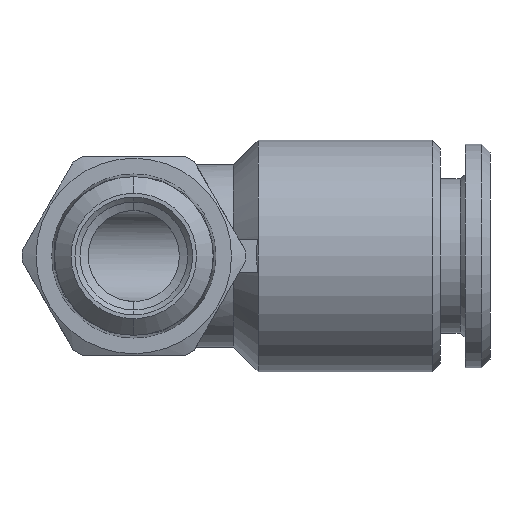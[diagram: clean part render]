
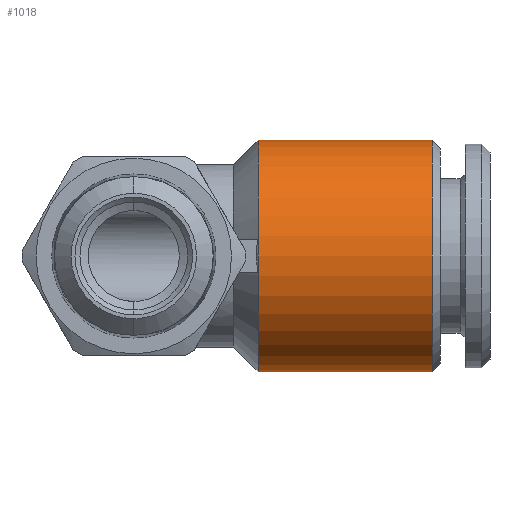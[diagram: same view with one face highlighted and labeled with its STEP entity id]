
A CAD part, front view. The second image highlights one B-rep face of the part: STEP entity #1018.
In plain terms, the highlighted cylindrical face has radius 7 mm (diameter 14 mm), a partial arc.
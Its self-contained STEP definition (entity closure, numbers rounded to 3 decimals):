
#10 = CARTESIAN_POINT ( 'NONE',  ( 7.5, 0., 0. ) ) ;
#11 = AXIS2_PLACEMENT_3D ( 'NONE', #10, #23, #22 ) ;
#12 = CIRCLE ( 'NONE', #11, 7. ) ;
#22 = DIRECTION ( 'NONE',  ( 0., 0., 1. ) ) ;
#23 = DIRECTION ( 'NONE',  ( -1., 0., 0. ) ) ;
#835 = VERTEX_POINT ( 'NONE', #2187 ) ;
#895 = EDGE_CURVE ( 'NONE', #941, #972, #2302, .T. ) ;
#925 = EDGE_CURVE ( 'NONE', #940, #835, #2407, .T. ) ;
#940 = VERTEX_POINT ( 'NONE', #2382 ) ;
#941 = VERTEX_POINT ( 'NONE', #2395 ) ;
#972 = VERTEX_POINT ( 'NONE', #2484 ) ;
#1012 = ORIENTED_EDGE ( 'NONE', *, *, #1017, .T. ) ;
#1016 = ORIENTED_EDGE ( 'NONE', *, *, #1061, .F. ) ;
#1017 = EDGE_CURVE ( 'NONE', #941, #940, #2544, .T. ) ;
#1018 = ADVANCED_FACE ( 'NONE', ( #2498 ), #2493, .T. ) ;
#1061 = EDGE_CURVE ( 'NONE', #972, #835, #12, .T. ) ;
#1082 = EDGE_LOOP ( 'NONE', ( #1086, #1012, #1088, #1016 ) ) ;
#1086 = ORIENTED_EDGE ( 'NONE', *, *, #895, .F. ) ;
#1088 = ORIENTED_EDGE ( 'NONE', *, *, #925, .T. ) ;
#2187 = CARTESIAN_POINT ( 'NONE',  ( 7.5, 0., 7. ) ) ;
#2299 = DIRECTION ( 'NONE',  ( -1., 0., 0. ) ) ;
#2300 = VECTOR ( 'NONE', #2299, 1000. ) ;
#2301 = CARTESIAN_POINT ( 'NONE',  ( -3.45, 0., -7. ) ) ;
#2302 = LINE ( 'NONE', #2301, #2300 ) ;
#2333 = DIRECTION ( 'NONE',  ( 0., 0., 1. ) ) ;
#2350 = DIRECTION ( 'NONE',  ( -1., 0., 0. ) ) ;
#2382 = CARTESIAN_POINT ( 'NONE',  ( 18., 0., 7. ) ) ;
#2385 = CARTESIAN_POINT ( 'NONE',  ( -3.45, 0., 7. ) ) ;
#2395 = CARTESIAN_POINT ( 'NONE',  ( 18., 0., -7. ) ) ;
#2405 = VECTOR ( 'NONE', #2409, 1000. ) ;
#2407 = LINE ( 'NONE', #2385, #2405 ) ;
#2409 = DIRECTION ( 'NONE',  ( -1., 0., 0. ) ) ;
#2484 = CARTESIAN_POINT ( 'NONE',  ( 7.5, 0., -7. ) ) ;
#2493 = CYLINDRICAL_SURFACE ( 'NONE', #2510, 7. ) ;
#2494 = DIRECTION ( 'NONE',  ( 0., 0., 1. ) ) ;
#2495 = DIRECTION ( 'NONE',  ( -1., 0., 0. ) ) ;
#2496 = CARTESIAN_POINT ( 'NONE',  ( 18., 0., 0. ) ) ;
#2497 = AXIS2_PLACEMENT_3D ( 'NONE', #2496, #2495, #2494 ) ;
#2498 = FACE_OUTER_BOUND ( 'NONE', #1082, .T. ) ;
#2509 = CARTESIAN_POINT ( 'NONE',  ( -3.45, 0., 0. ) ) ;
#2510 = AXIS2_PLACEMENT_3D ( 'NONE', #2509, #2350, #2333 ) ;
#2544 = CIRCLE ( 'NONE', #2497, 7. ) ;
